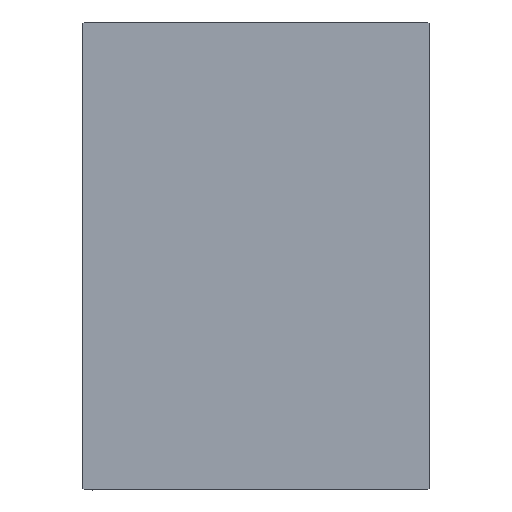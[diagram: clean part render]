
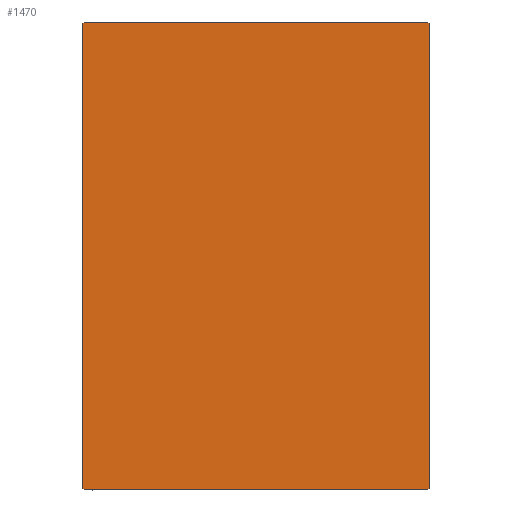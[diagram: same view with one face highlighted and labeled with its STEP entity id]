
A CAD part, left-side view. The second image highlights one B-rep face of the part: STEP entity #1470.
In plain terms, the highlighted face is planar.
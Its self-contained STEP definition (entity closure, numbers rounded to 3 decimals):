
#1180 = DIRECTION ( 'NONE',  ( 0., 0.707, -0.707 ) ) ;
#1470 = ADVANCED_FACE ( 'NONE', ( #37697 ), #2502, .T. ) ;
#2209 = LINE ( 'NONE', #16220, #10885 ) ;
#2502 = PLANE ( 'NONE',  #32414 ) ;
#2687 = CARTESIAN_POINT ( 'NONE',  ( 143., -31.5, -42.2 ) ) ;
#4403 = ORIENTED_EDGE ( 'NONE', *, *, #30221, .T. ) ;
#4497 = VERTEX_POINT ( 'NONE', #2687 ) ;
#5312 = LINE ( 'NONE', #19333, #28167 ) ;
#6419 = ORIENTED_EDGE ( 'NONE', *, *, #43042, .T. ) ;
#7633 = CARTESIAN_POINT ( 'NONE',  ( 143., -36.85, -36.85 ) ) ;
#7732 = CARTESIAN_POINT ( 'NONE',  ( 143., -31.5, -42.5 ) ) ;
#8423 = CARTESIAN_POINT ( 'NONE',  ( 143., -31.2, -42.5 ) ) ;
#9744 = LINE ( 'NONE', #20335, #34416 ) ;
#10885 = VECTOR ( 'NONE', #15326, 1000. ) ;
#11838 = EDGE_CURVE ( 'NONE', #38184, #32240, #5312, .T. ) ;
#13656 = CARTESIAN_POINT ( 'NONE',  ( 143., 31.5, 42.5 ) ) ;
#14018 = CARTESIAN_POINT ( 'NONE',  ( 143., -31.5, 42.2 ) ) ;
#15326 = DIRECTION ( 'NONE',  ( 0., 0., 1. ) ) ;
#15483 = CARTESIAN_POINT ( 'NONE',  ( 143., 31.2, -42.5 ) ) ;
#16220 = CARTESIAN_POINT ( 'NONE',  ( 143., 31.5, -42.5 ) ) ;
#16654 = CARTESIAN_POINT ( 'NONE',  ( 143., 31.5, 42.2 ) ) ;
#17296 = VECTOR ( 'NONE', #21973, 1000. ) ;
#17726 = ORIENTED_EDGE ( 'NONE', *, *, #26902, .T. ) ;
#19300 = EDGE_CURVE ( 'NONE', #20969, #29436, #30922, .T. ) ;
#19333 = CARTESIAN_POINT ( 'NONE',  ( 143., 36.85, -36.85 ) ) ;
#20335 = CARTESIAN_POINT ( 'NONE',  ( 143., 36.85, 36.85 ) ) ;
#20969 = VERTEX_POINT ( 'NONE', #41779 ) ;
#21773 = DIRECTION ( 'NONE',  ( 0., 1., 0. ) ) ;
#21932 = EDGE_LOOP ( 'NONE', ( #17726, #24977, #24895, #22218, #44197, #34326, #4403, #6419 ) ) ;
#21973 = DIRECTION ( 'NONE',  ( 0., 0., -1. ) ) ;
#22218 = ORIENTED_EDGE ( 'NONE', *, *, #42101, .T. ) ;
#22612 = VECTOR ( 'NONE', #38952, 1000. ) ;
#23654 = CARTESIAN_POINT ( 'NONE',  ( 143., 0., 0. ) ) ;
#24895 = ORIENTED_EDGE ( 'NONE', *, *, #41009, .T. ) ;
#24977 = ORIENTED_EDGE ( 'NONE', *, *, #11838, .T. ) ;
#26657 = DIRECTION ( 'NONE',  ( 0., 0., -1. ) ) ;
#26902 = EDGE_CURVE ( 'NONE', #44428, #38184, #38572, .T. ) ;
#27113 = DIRECTION ( 'NONE',  ( 1., 0., 0. ) ) ;
#27717 = DIRECTION ( 'NONE',  ( 0., -1., 0. ) ) ;
#27913 = LINE ( 'NONE', #42616, #22612 ) ;
#28167 = VECTOR ( 'NONE', #37508, 1000. ) ;
#29436 = VERTEX_POINT ( 'NONE', #41692 ) ;
#30063 = CARTESIAN_POINT ( 'NONE',  ( 143., 31.5, -42.2 ) ) ;
#30221 = EDGE_CURVE ( 'NONE', #30753, #4497, #33005, .T. ) ;
#30753 = VERTEX_POINT ( 'NONE', #14018 ) ;
#30922 = LINE ( 'NONE', #13656, #35480 ) ;
#32240 = VERTEX_POINT ( 'NONE', #30063 ) ;
#32414 = AXIS2_PLACEMENT_3D ( 'NONE', #23654, #27113, #26657 ) ;
#33005 = LINE ( 'NONE', #42886, #17296 ) ;
#33478 = VERTEX_POINT ( 'NONE', #16654 ) ;
#34326 = ORIENTED_EDGE ( 'NONE', *, *, #41096, .T. ) ;
#34416 = VECTOR ( 'NONE', #41937, 1000. ) ;
#35480 = VECTOR ( 'NONE', #27717, 1000. ) ;
#35925 = LINE ( 'NONE', #7633, #38116 ) ;
#37508 = DIRECTION ( 'NONE',  ( 0., 0.707, 0.707 ) ) ;
#37697 = FACE_OUTER_BOUND ( 'NONE', #21932, .T. ) ;
#38116 = VECTOR ( 'NONE', #1180, 1000. ) ;
#38184 = VERTEX_POINT ( 'NONE', #15483 ) ;
#38572 = LINE ( 'NONE', #7732, #43622 ) ;
#38952 = DIRECTION ( 'NONE',  ( 0., -0.707, -0.707 ) ) ;
#41009 = EDGE_CURVE ( 'NONE', #32240, #33478, #2209, .T. ) ;
#41096 = EDGE_CURVE ( 'NONE', #29436, #30753, #27913, .T. ) ;
#41692 = CARTESIAN_POINT ( 'NONE',  ( 143., -31.2, 42.5 ) ) ;
#41779 = CARTESIAN_POINT ( 'NONE',  ( 143., 31.2, 42.5 ) ) ;
#41937 = DIRECTION ( 'NONE',  ( 0., -0.707, 0.707 ) ) ;
#42101 = EDGE_CURVE ( 'NONE', #33478, #20969, #9744, .T. ) ;
#42616 = CARTESIAN_POINT ( 'NONE',  ( 143., -36.85, 36.85 ) ) ;
#42886 = CARTESIAN_POINT ( 'NONE',  ( 143., -31.5, 42.5 ) ) ;
#43042 = EDGE_CURVE ( 'NONE', #4497, #44428, #35925, .T. ) ;
#43622 = VECTOR ( 'NONE', #21773, 1000. ) ;
#44197 = ORIENTED_EDGE ( 'NONE', *, *, #19300, .T. ) ;
#44428 = VERTEX_POINT ( 'NONE', #8423 ) ;
